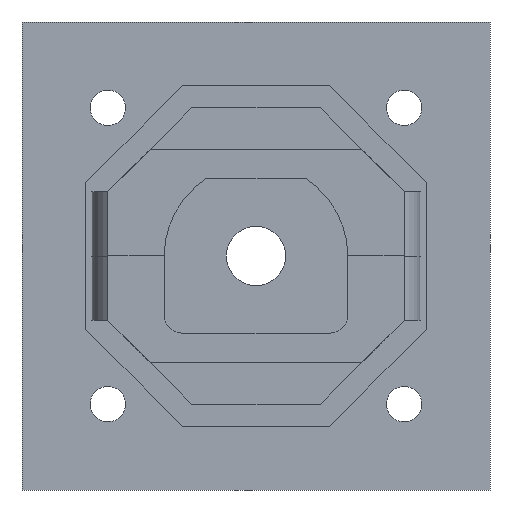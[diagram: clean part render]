
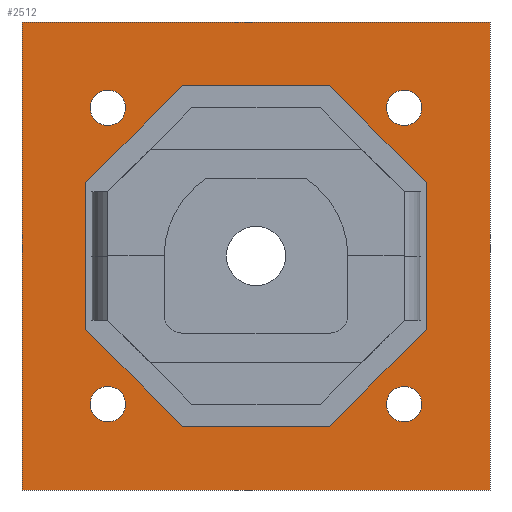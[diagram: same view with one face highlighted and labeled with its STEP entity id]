
A CAD part, front view. The second image highlights one B-rep face of the part: STEP entity #2512.
In plain terms, the highlighted planar face has unit normal (0, -1, 0).
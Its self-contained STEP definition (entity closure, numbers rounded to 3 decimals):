
#44=FACE_BOUND('',#464,.T.);
#45=FACE_BOUND('',#465,.T.);
#46=FACE_BOUND('',#466,.T.);
#47=FACE_BOUND('',#467,.T.);
#48=FACE_BOUND('',#468,.T.);
#85=CIRCLE('',#2656,1.2);
#86=CIRCLE('',#2657,1.2);
#87=CIRCLE('',#2658,1.2);
#88=CIRCLE('',#2659,1.2);
#182=PLANE('',#2655);
#307=FACE_OUTER_BOUND('',#463,.T.);
#463=EDGE_LOOP('',(#2187,#2188,#2189,#2190));
#464=EDGE_LOOP('',(#2191));
#465=EDGE_LOOP('',(#2192));
#466=EDGE_LOOP('',(#2193));
#467=EDGE_LOOP('',(#2194));
#468=EDGE_LOOP('',(#2195,#2196,#2197,#2198,#2199,#2200,#2201,#2202));
#620=LINE('',#4253,#843);
#623=LINE('',#4259,#846);
#626=LINE('',#4265,#849);
#629=LINE('',#4269,#852);
#653=LINE('',#4343,#876);
#657=LINE('',#4351,#880);
#660=LINE('',#4357,#883);
#663=LINE('',#4363,#886);
#666=LINE('',#4369,#889);
#669=LINE('',#4375,#892);
#672=LINE('',#4381,#895);
#675=LINE('',#4386,#898);
#843=VECTOR('',#2952,10.);
#846=VECTOR('',#2957,10.);
#849=VECTOR('',#2962,10.);
#852=VECTOR('',#2967,10.);
#876=VECTOR('',#3045,10.);
#880=VECTOR('',#3051,10.);
#883=VECTOR('',#3056,10.);
#886=VECTOR('',#3061,10.);
#889=VECTOR('',#3066,10.);
#892=VECTOR('',#3071,10.);
#895=VECTOR('',#3076,10.);
#898=VECTOR('',#3081,10.);
#1179=VERTEX_POINT('',#4250);
#1180=VERTEX_POINT('',#4252);
#1182=VERTEX_POINT('',#4258);
#1184=VERTEX_POINT('',#4264);
#1206=VERTEX_POINT('',#4341);
#1207=VERTEX_POINT('',#4342);
#1210=VERTEX_POINT('',#4350);
#1212=VERTEX_POINT('',#4356);
#1214=VERTEX_POINT('',#4362);
#1216=VERTEX_POINT('',#4368);
#1218=VERTEX_POINT('',#4374);
#1220=VERTEX_POINT('',#4380);
#1222=VERTEX_POINT('',#4390);
#1223=VERTEX_POINT('',#4392);
#1224=VERTEX_POINT('',#4394);
#1225=VERTEX_POINT('',#4396);
#1488=EDGE_CURVE('',#1180,#1179,#620,.T.);
#1491=EDGE_CURVE('',#1182,#1180,#623,.T.);
#1494=EDGE_CURVE('',#1184,#1182,#626,.T.);
#1497=EDGE_CURVE('',#1179,#1184,#629,.T.);
#1533=EDGE_CURVE('',#1206,#1207,#653,.T.);
#1537=EDGE_CURVE('',#1207,#1210,#657,.T.);
#1540=EDGE_CURVE('',#1210,#1212,#660,.T.);
#1543=EDGE_CURVE('',#1212,#1214,#663,.T.);
#1546=EDGE_CURVE('',#1214,#1216,#666,.T.);
#1549=EDGE_CURVE('',#1216,#1218,#669,.T.);
#1552=EDGE_CURVE('',#1218,#1220,#672,.T.);
#1555=EDGE_CURVE('',#1220,#1206,#675,.T.);
#1557=EDGE_CURVE('',#1222,#1222,#85,.T.);
#1558=EDGE_CURVE('',#1223,#1223,#86,.T.);
#1559=EDGE_CURVE('',#1224,#1224,#87,.T.);
#1560=EDGE_CURVE('',#1225,#1225,#88,.T.);
#2187=ORIENTED_EDGE('',*,*,#1494,.T.);
#2188=ORIENTED_EDGE('',*,*,#1491,.T.);
#2189=ORIENTED_EDGE('',*,*,#1488,.T.);
#2190=ORIENTED_EDGE('',*,*,#1497,.T.);
#2191=ORIENTED_EDGE('',*,*,#1557,.F.);
#2192=ORIENTED_EDGE('',*,*,#1558,.F.);
#2193=ORIENTED_EDGE('',*,*,#1559,.F.);
#2194=ORIENTED_EDGE('',*,*,#1560,.F.);
#2195=ORIENTED_EDGE('',*,*,#1533,.T.);
#2196=ORIENTED_EDGE('',*,*,#1537,.T.);
#2197=ORIENTED_EDGE('',*,*,#1540,.T.);
#2198=ORIENTED_EDGE('',*,*,#1543,.T.);
#2199=ORIENTED_EDGE('',*,*,#1546,.T.);
#2200=ORIENTED_EDGE('',*,*,#1549,.T.);
#2201=ORIENTED_EDGE('',*,*,#1552,.T.);
#2202=ORIENTED_EDGE('',*,*,#1555,.T.);
#2512=ADVANCED_FACE('',(#307,#44,#45,#46,#47,#48),#182,.F.);
#2655=AXIS2_PLACEMENT_3D('',#4389,#3085,#3086);
#2656=AXIS2_PLACEMENT_3D('',#4391,#3087,#3088);
#2657=AXIS2_PLACEMENT_3D('',#4393,#3089,#3090);
#2658=AXIS2_PLACEMENT_3D('',#4395,#3091,#3092);
#2659=AXIS2_PLACEMENT_3D('',#4397,#3093,#3094);
#2952=DIRECTION('',(0.,0.,1.));
#2957=DIRECTION('',(1.,0.,0.));
#2962=DIRECTION('',(0.,0.,-1.));
#2967=DIRECTION('',(-1.,0.,0.));
#3045=DIRECTION('',(0.,0.,1.));
#3051=DIRECTION('',(0.707,0.,0.707));
#3056=DIRECTION('',(1.,0.,0.));
#3061=DIRECTION('',(0.707,0.,-0.707));
#3066=DIRECTION('',(0.,0.,-1.));
#3071=DIRECTION('',(-0.707,0.,-0.707));
#3076=DIRECTION('',(-1.,0.,0.));
#3081=DIRECTION('',(-0.707,0.,0.707));
#3085=DIRECTION('center_axis',(0.,1.,0.));
#3086=DIRECTION('ref_axis',(1.,0.,0.));
#3087=DIRECTION('center_axis',(0.,-1.,0.));
#3088=DIRECTION('ref_axis',(1.,0.,0.));
#3089=DIRECTION('center_axis',(0.,-1.,0.));
#3090=DIRECTION('ref_axis',(1.,0.,0.));
#3091=DIRECTION('center_axis',(0.,-1.,0.));
#3092=DIRECTION('ref_axis',(1.,0.,0.));
#3093=DIRECTION('center_axis',(0.,-1.,0.));
#3094=DIRECTION('ref_axis',(1.,0.,0.));
#4250=CARTESIAN_POINT('',(15.8,0.,15.8));
#4252=CARTESIAN_POINT('',(15.8,0.,-15.8));
#4253=CARTESIAN_POINT('',(15.8,0.,-7.9));
#4258=CARTESIAN_POINT('',(-15.8,0.,-15.8));
#4259=CARTESIAN_POINT('',(-7.9,0.,-15.8));
#4264=CARTESIAN_POINT('',(-15.8,0.,15.8));
#4265=CARTESIAN_POINT('',(-15.8,0.,7.9));
#4269=CARTESIAN_POINT('',(7.9,0.,15.8));
#4341=CARTESIAN_POINT('',(-11.5,0.,-4.964));
#4342=CARTESIAN_POINT('',(-11.5,0.,4.964));
#4343=CARTESIAN_POINT('',(-11.5,0.,2.482));
#4350=CARTESIAN_POINT('',(-4.964,0.,11.5));
#4351=CARTESIAN_POINT('',(-6.598,0.,9.866));
#4356=CARTESIAN_POINT('',(4.964,0.,11.5));
#4357=CARTESIAN_POINT('',(2.482,0.,11.5));
#4362=CARTESIAN_POINT('',(11.5,0.,4.964));
#4363=CARTESIAN_POINT('',(9.866,0.,6.598));
#4368=CARTESIAN_POINT('',(11.5,0.,-4.964));
#4369=CARTESIAN_POINT('',(11.5,0.,-2.482));
#4374=CARTESIAN_POINT('',(4.964,0.,-11.5));
#4375=CARTESIAN_POINT('',(6.598,0.,-9.866));
#4380=CARTESIAN_POINT('',(-4.964,0.,-11.5));
#4381=CARTESIAN_POINT('',(-2.482,0.,-11.5));
#4386=CARTESIAN_POINT('',(-9.866,0.,-6.598));
#4389=CARTESIAN_POINT('Origin',(0.,0.,0.));
#4390=CARTESIAN_POINT('',(8.8,0.,10.));
#4391=CARTESIAN_POINT('Origin',(10.,0.,10.));
#4392=CARTESIAN_POINT('',(-11.2,0.,-10.));
#4393=CARTESIAN_POINT('Origin',(-10.,0.,-10.));
#4394=CARTESIAN_POINT('',(8.8,0.,-10.));
#4395=CARTESIAN_POINT('Origin',(10.,0.,-10.));
#4396=CARTESIAN_POINT('',(-11.2,0.,10.));
#4397=CARTESIAN_POINT('Origin',(-10.,0.,10.));
